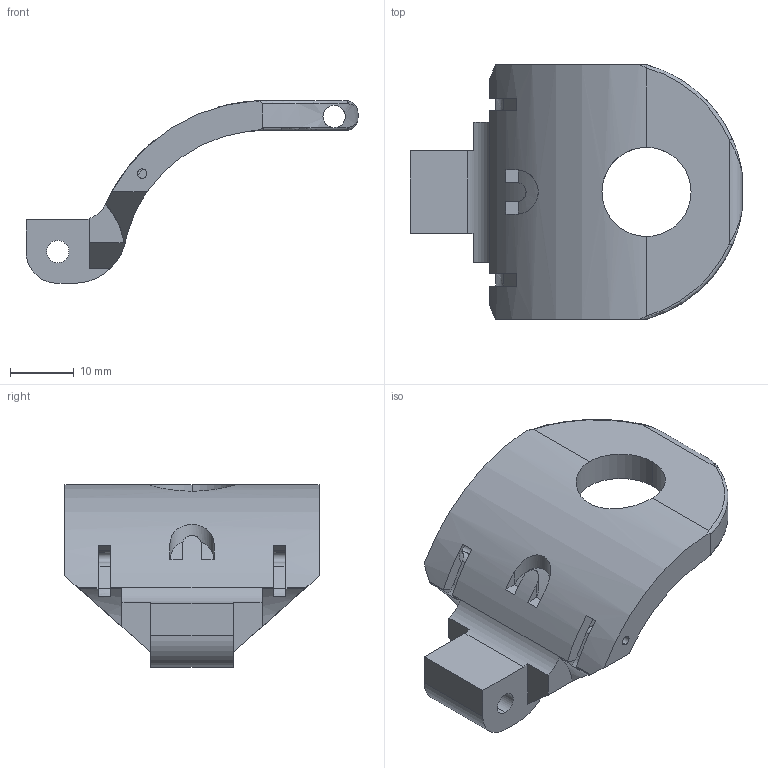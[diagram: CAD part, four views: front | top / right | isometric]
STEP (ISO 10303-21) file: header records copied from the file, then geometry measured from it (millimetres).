
FILE_DESCRIPTION (( 'STEP AP203' ), '1' );
FILE_NAME ('EndLink1_5.STEP', '2019-01-08T18:03:26', ( '' ), ( '' ), 'SwSTEP 2.0', 'SolidWorks 2017', '' );
FILE_SCHEMA (( 'CONFIG_CONTROL_DESIGN' ));
Length unit declared in the file: millimetre
Products named in the file (1): EndLink1_5
Bounding box: 52.15 x 40 x 28.71 mm (x, y, z)
Volume: 8516.9 mm3; surface area: 5176.7 mm2
Topology: 1 solids, 1 shells, 87 faces, 251 edges, 161 vertices
Faces by surface type: cylinder 30, plane 30, bspline 23, torus 4
Entity records: 4077 total; most frequent: CARTESIAN_POINT 1971, ORIENTED_EDGE 502, DIRECTION 322, EDGE_CURVE 251, VERTEX_POINT 161, AXIS2_PLACEMENT_3D 122, B_SPLINE_CURVE_WITH_KNOTS 106, EDGE_LOOP 92
